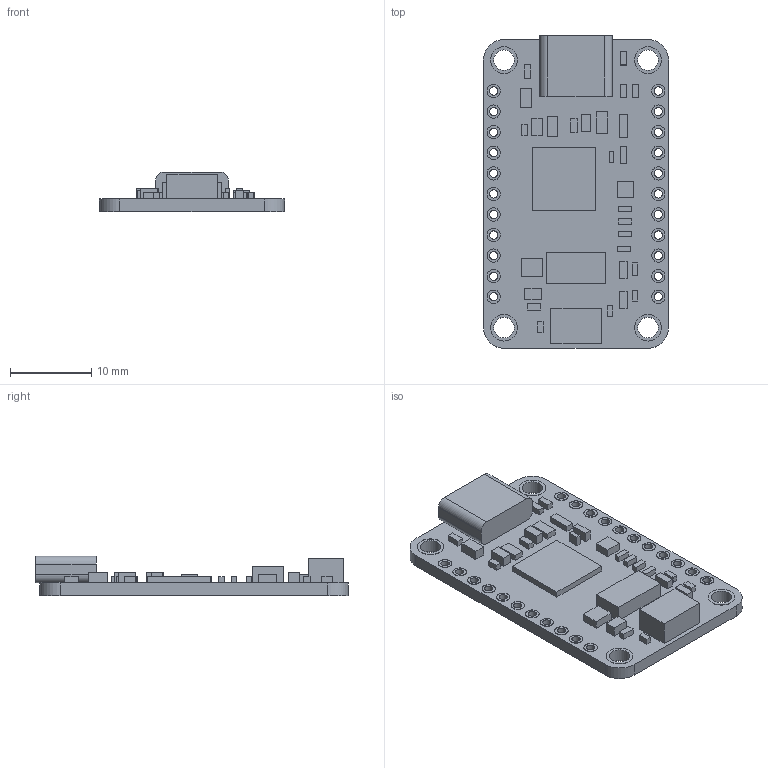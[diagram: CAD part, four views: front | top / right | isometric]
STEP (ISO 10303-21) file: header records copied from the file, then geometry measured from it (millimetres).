
FILE_DESCRIPTION(/* description */ ('STEP AP242','CAx-IF Rec.Pracs.---Representation and Presentation of Product Manufacturing Information (PMI)---4.0---2014-10-13','CAx-IF Rec.Pracs.---3D Tessellated Geometry---0.4---2014-09-14','2;1'),/* implementation_level */ '2;1');
FILE_NAME(/* name */ '655977f5baa79221fbeb2401',/* time_stamp */ '2023-11-19T02:50:30Z',/* author */ (''),/* organization */ (''),/* preprocessor_version */ 'ST-DEVELOPER v19.4',/* originating_system */ ' ',/* authorisation */ ' ');
FILE_SCHEMA (('AP242_MANAGED_MODEL_BASED_3D_ENGINEERING_MIM_LF { 1 0 10303 442 1 1 4 }'));
Length unit declared in the file: metre
Products named in the file (1): AdafruitFT232h
Bounding box: 22.86 x 38.56 x 4.9 mm (x, y, z)
Volume: 1699.6 mm3; surface area: 2565.8 mm2
Topology: 1 solids, 1 shells, 267 faces, 616 edges, 410 vertices
Faces by surface type: plane 203, cylinder 64
Full cylindrical faces by diameter (mm): 1.016 x22, 1.651 x22, 2.54 x4, 3.302 x4
Entity records: 9015 total; most frequent: CARTESIAN_POINT 1242, DIRECTION 1228, ORIENTED_EDGE 1128, EDGE_CURVE 564, LINE 436, VECTOR 436, EDGE_LOOP 430, FACE_BOUND 430
